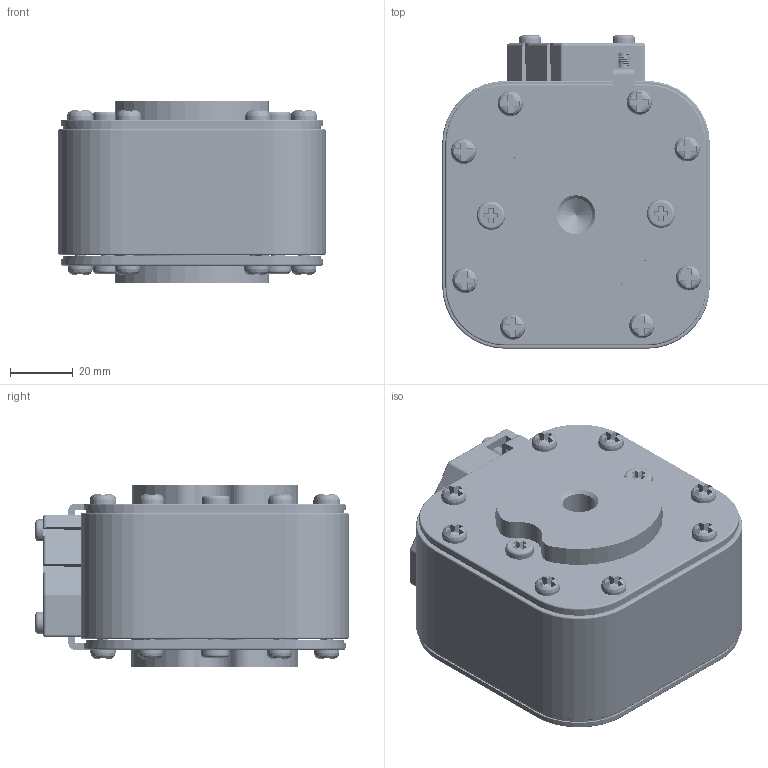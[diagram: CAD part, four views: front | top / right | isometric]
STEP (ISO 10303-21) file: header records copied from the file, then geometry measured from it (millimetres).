
FILE_DESCRIPTION(/* description */ (''),/* implementation_level */ '2;1');
FILE_NAME(/* name */ 'CDRSM-1250D.stp',/* time_stamp */ '2025-03-14T13:56:12+08:00',/* author */ (''),/* organization */ (''),/* preprocessor_version */ 'ST-DEVELOPER v16',/* originating_system */ 'SIEMENS PLM Software NX 10.0',/* authorisation */ '');
FILE_SCHEMA (('CONFIG_CONTROL_DESIGN'));
Products named in the file (1): 1250
Bounding box: 85 x 99.5 x 58 mm (x, y, z)
Volume: 234308.3 mm3; surface area: 102600.2 mm2
Topology: 31 solids, 31 shells, 1278 faces, 3474 edges, 2289 vertices
Faces by surface type: plane 563, cylinder 548, bspline 76, cone 54, torus 31, sphere 6
Full cylindrical faces by diameter (mm): 1 x1, 3 x1, 3.3 x16, 4 x289, 4.2 x1, 5 x34, 6 x8, 7 x2, 8 x16, 9 x4, 9.5 x1, 10 x2, 10.3 x2, 14.6 x1, 16 x1, 62 x2, 65 x1
Entity records: 137100 total; most frequent: CARTESIAN_POINT 114552, ORIENTED_EDGE 4574, DIRECTION 4278, EDGE_CURVE 2287, VERTEX_POINT 1609, AXIS2_PLACEMENT_3D 1549, EDGE_LOOP 1324, LINE 1180
